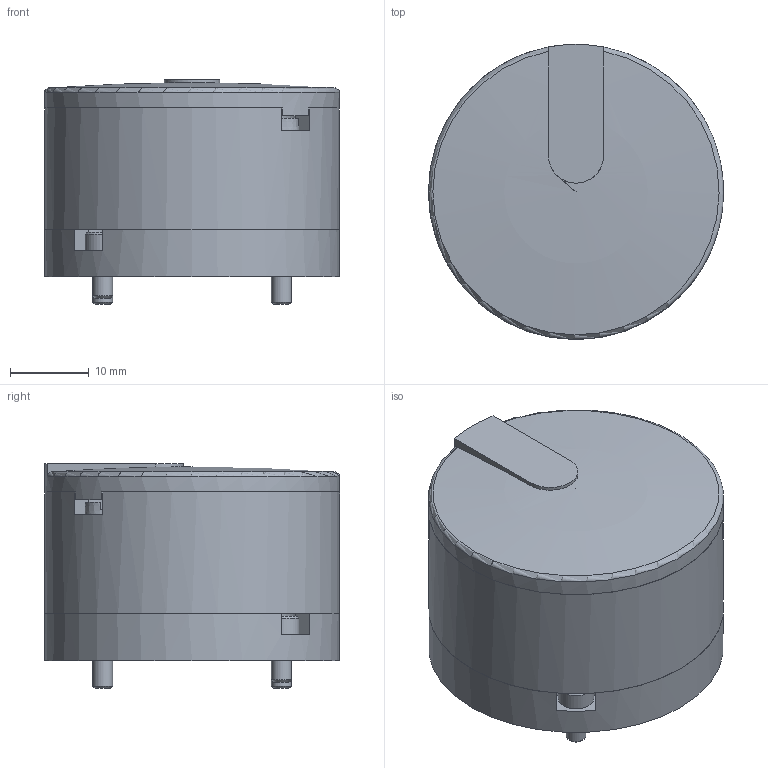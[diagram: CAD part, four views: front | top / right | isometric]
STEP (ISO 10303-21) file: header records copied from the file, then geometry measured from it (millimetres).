
FILE_DESCRIPTION(/* description */ ('STEP AP214'),/* implementation_level */ '2;1');
FILE_NAME(/* name */ '175834_KSM-8',/* time_stamp */ '2024-08-29T18:49:40+02:00',/* author */ ('License CC BY-ND 4.0'),/* organization */ ('CADENAS'),/* preprocessor_version */ 'ST-DEVELOPER v19.3',/* originating_system */ 'PARTsolutions',/* authorisation */ ' ');
FILE_SCHEMA (('AUTOMOTIVE_DESIGN {1 0 10303 214 3 1 1}'));
Length unit declared in the file: millimetre
Products named in the file (9): 175834 KSM-8---(0); 373449 KSM-8---(0); 373464 KSM-8; 389652 KSM-8; 389651 KSM-8; 373470 KSM-8; DIN-84 - M2.5x22; 373473 KSM-8; DIN-912 - M2.5x6(F)
Assembly tree (10 placements, depth 2):
  175834 KSM-8---(0)
    373449 KSM-8---(0)
    373464 KSM-8
    389652 KSM-8
    389651 KSM-8
    373470 KSM-8
    DIN-84 - M2.5x22  x2
    373473 KSM-8
    DIN-912 - M2.5x6(F)  x2
Bounding box: 37.4 x 37.4 x 28.5 mm (x, y, z)
Volume: 16538.7 mm3; surface area: 14753.7 mm2
Topology: 10 solids, 10 shells, 416 faces, 1035 edges, 665 vertices
Faces by surface type: plane 214, cylinder 130, cone 53, torus 18, sphere 1
Full cylindrical faces by diameter (mm): 2.013 x2, 2.5 x11, 2.7 x9, 4.5 x5, 5.5 x2, 6.4 x1, 10 x1, 14.4 x1, 16 x2, 16.1 x1, 17.9 x1, 28.4 x1, 37.4 x3
Entity records: 11270 total; most frequent: CARTESIAN_POINT 2084, DIRECTION 1939, ORIENTED_EDGE 1750, EDGE_CURVE 875, AXIS2_PLACEMENT_3D 745, VERTEX_POINT 599, FACE_BOUND 482, EDGE_LOOP 481
